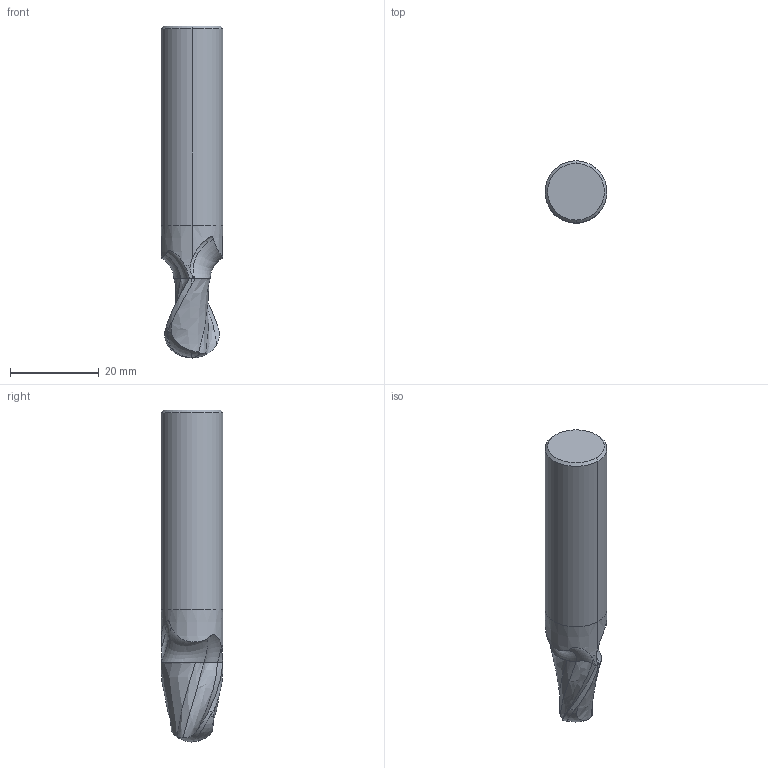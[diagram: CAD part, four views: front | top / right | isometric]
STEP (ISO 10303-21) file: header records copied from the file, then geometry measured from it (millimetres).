
FILE_DESCRIPTION(('no description'),'unknown implementation level');
FILE_NAME('K203103-14_14-Detail.stp',' ',('CIMSOURCE GmbH'),('CADClick - KiM GmbH - www.kimweb.de'),'unknown preprocess','ACIS','unknown authorization');
FILE_SCHEMA(('automotive_design'));
Length unit declared in the file: millimetre
Products named in the file (2): NOCUT; CUT
Bounding box: 14 x 14 x 75 mm (x, y, z)
Volume: 9571.6 mm3; surface area: 3446.4 mm2
Topology: 2 solids, 2 shells, 64 faces, 178 edges, 115 vertices
Faces by surface type: bspline 16, cone 14, plane 12, revolution 10, cylinder 6, sphere 6
Entity records: 7864 total; most frequent: CARTESIAN_POINT 4401, STYLED_ITEM 355, PRESENTATION_STYLE_ASSIGNMENT 355, COLOUR_RGB 355, ORIENTED_EDGE 348, DIRECTION 244, EDGE_CURVE 174, CURVE_STYLE 174
